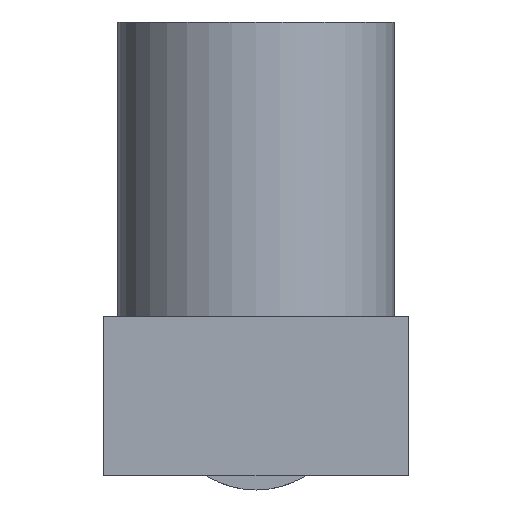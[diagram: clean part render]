
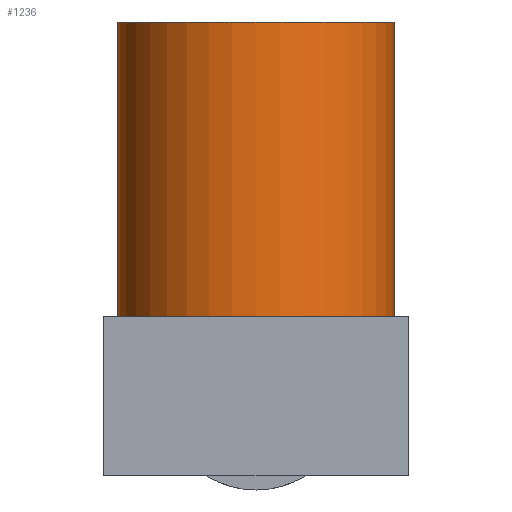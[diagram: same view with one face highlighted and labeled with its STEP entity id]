
A CAD part, left-side view. The second image highlights one B-rep face of the part: STEP entity #1236.
In plain terms, the highlighted cylindrical face has radius 2.95 mm (diameter 5.9 mm), a partial arc.
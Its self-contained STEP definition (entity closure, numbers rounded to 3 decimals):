
#13=CARTESIAN_POINT('',(-2.45,0.,-1.45));
#14=DIRECTION('',(0.,0.,1.));
#15=DIRECTION('',(0.,1.,0.));
#16=AXIS2_PLACEMENT_3D('',#13,#14,#15);
#39=DIRECTION('',(0.,0.,-1.));
#40=VECTOR('',#39,6.3);
#41=CARTESIAN_POINT('',(-2.45,-2.95,4.85));
#42=LINE('',#41,#40);
#58=CARTESIAN_POINT('',(-2.45,0.,4.85));
#59=DIRECTION('',(0.,0.,-1.));
#60=DIRECTION('',(0.,-1.,0.));
#61=AXIS2_PLACEMENT_3D('',#58,#59,#60);
#785=DIRECTION('',(0.,0.,-1.));
#786=VECTOR('',#785,6.3);
#787=CARTESIAN_POINT('',(-2.45,2.95,4.85));
#788=LINE('',#787,#786);
#1173=CARTESIAN_POINT('',(-2.45,2.95,4.85));
#1174=CARTESIAN_POINT('',(-2.45,-2.95,4.85));
#1175=VERTEX_POINT('',#1173);
#1176=VERTEX_POINT('',#1174);
#1177=CARTESIAN_POINT('',(-2.45,2.95,-1.45));
#1178=VERTEX_POINT('',#1177);
#1179=CARTESIAN_POINT('',(-2.45,-2.95,-1.45));
#1180=VERTEX_POINT('',#1179);
#1222=CARTESIAN_POINT('',(-2.45,0.,4.85));
#1223=DIRECTION('',(0.,0.,1.));
#1224=DIRECTION('',(0.,1.,0.));
#1225=AXIS2_PLACEMENT_3D('',#1222,#1223,#1224);
#1226=CYLINDRICAL_SURFACE('',#1225,2.95);
#1228=ORIENTED_EDGE('',*,*,#1227,.F.);
#1230=ORIENTED_EDGE('',*,*,#1229,.T.);
#1231=ORIENTED_EDGE('',*,*,#1215,.F.);
#1233=ORIENTED_EDGE('',*,*,#1232,.F.);
#1234=EDGE_LOOP('',(#1228,#1230,#1231,#1233));
#1235=FACE_OUTER_BOUND('',#1234,.F.);
#17=CIRCLE('',#16,2.95);
#62=CIRCLE('',#61,2.95);
#1215=EDGE_CURVE('',#1178,#1180,#17,.T.);
#1227=EDGE_CURVE('',#1176,#1175,#62,.T.);
#1229=EDGE_CURVE('',#1176,#1180,#42,.T.);
#1232=EDGE_CURVE('',#1175,#1178,#788,.T.);
#1236=ADVANCED_FACE('',(#1235),#1226,.T.);
